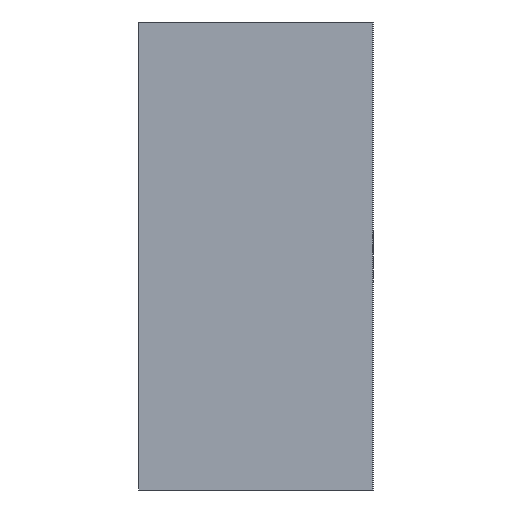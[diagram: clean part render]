
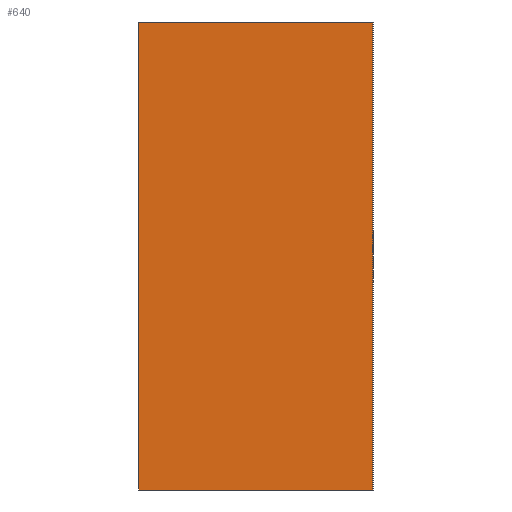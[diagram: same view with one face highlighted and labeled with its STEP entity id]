
A CAD part, left-side view. The second image highlights one B-rep face of the part: STEP entity #640.
In plain terms, the highlighted planar face has unit normal (-1, 0, 0).
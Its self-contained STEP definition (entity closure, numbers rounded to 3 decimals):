
#21 = LINE ( 'NONE', #211, #1338 ) ;
#43 = EDGE_CURVE ( 'NONE', #740, #879, #21, .T. ) ;
#59 = DIRECTION ( 'NONE',  ( 1., 0., 0. ) ) ;
#74 = VECTOR ( 'NONE', #1161, 1000. ) ;
#211 = CARTESIAN_POINT ( 'NONE',  ( -80., 15., -15. ) ) ;
#282 = EDGE_CURVE ( 'NONE', #740, #1374, #785, .T. ) ;
#303 = CARTESIAN_POINT ( 'NONE',  ( -80., 15., 15. ) ) ;
#311 = CARTESIAN_POINT ( 'NONE',  ( -80., 15., -15. ) ) ;
#352 = CARTESIAN_POINT ( 'NONE',  ( -80., 0., -15. ) ) ;
#377 = CARTESIAN_POINT ( 'NONE',  ( -80., 0., 15. ) ) ;
#451 = CARTESIAN_POINT ( 'NONE',  ( -80., 15., -15. ) ) ;
#472 = CARTESIAN_POINT ( 'NONE',  ( -80., 15., 15. ) ) ;
#540 = DIRECTION ( 'NONE',  ( 0., 0., -1. ) ) ;
#618 = EDGE_CURVE ( 'NONE', #1374, #1476, #671, .T. ) ;
#640 = ADVANCED_FACE ( 'NONE', ( #738 ), #899, .F. ) ;
#664 = CARTESIAN_POINT ( 'NONE',  ( -80., 15., -15. ) ) ;
#671 = LINE ( 'NONE', #1480, #812 ) ;
#738 = FACE_OUTER_BOUND ( 'NONE', #769, .T. ) ;
#740 = VERTEX_POINT ( 'NONE', #311 ) ;
#769 = EDGE_LOOP ( 'NONE', ( #1195, #1158, #1406, #871 ) ) ;
#783 = DIRECTION ( 'NONE',  ( 0., 0., 1. ) ) ;
#785 = LINE ( 'NONE', #451, #74 ) ;
#807 = DIRECTION ( 'NONE',  ( 0., -1., 0. ) ) ;
#812 = VECTOR ( 'NONE', #783, 1000. ) ;
#871 = ORIENTED_EDGE ( 'NONE', *, *, #282, .T. ) ;
#879 = VERTEX_POINT ( 'NONE', #472 ) ;
#899 = PLANE ( 'NONE',  #1091 ) ;
#1091 = AXIS2_PLACEMENT_3D ( 'NONE', #664, #59, #540 ) ;
#1158 = ORIENTED_EDGE ( 'NONE', *, *, #1280, .F. ) ;
#1161 = DIRECTION ( 'NONE',  ( 0., -1., 0. ) ) ;
#1195 = ORIENTED_EDGE ( 'NONE', *, *, #618, .T. ) ;
#1256 = VECTOR ( 'NONE', #807, 1000. ) ;
#1280 = EDGE_CURVE ( 'NONE', #879, #1476, #1518, .T. ) ;
#1338 = VECTOR ( 'NONE', #1497, 1000. ) ;
#1374 = VERTEX_POINT ( 'NONE', #352 ) ;
#1406 = ORIENTED_EDGE ( 'NONE', *, *, #43, .F. ) ;
#1476 = VERTEX_POINT ( 'NONE', #377 ) ;
#1480 = CARTESIAN_POINT ( 'NONE',  ( -80., 0., -15. ) ) ;
#1497 = DIRECTION ( 'NONE',  ( 0., 0., 1. ) ) ;
#1518 = LINE ( 'NONE', #303, #1256 ) ;
